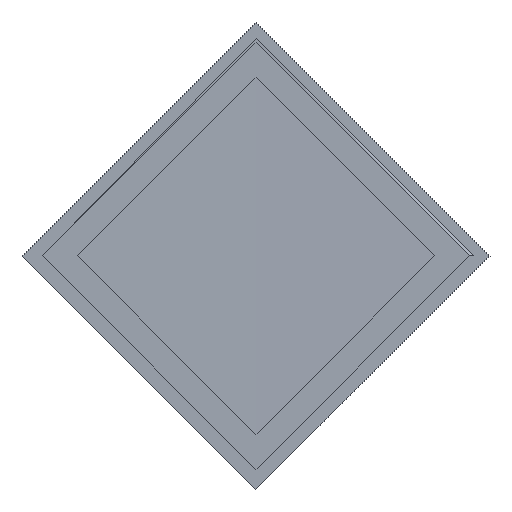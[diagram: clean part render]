
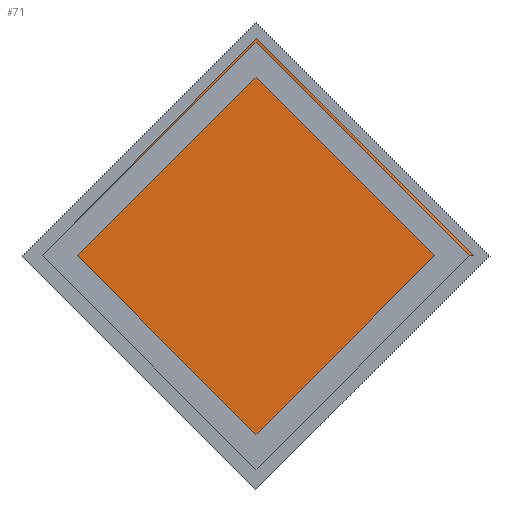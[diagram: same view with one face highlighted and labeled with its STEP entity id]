
A CAD part, top view. The second image highlights one B-rep face of the part: STEP entity #71.
In plain terms, the highlighted toroidal (fillet/blend) face has major radius 9.853 mm and minor radius 0.2 mm.
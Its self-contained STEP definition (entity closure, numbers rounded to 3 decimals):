
#71 = ADVANCED_FACE( '', ( #150, #151 ), #152, .T. );
#150 = FACE_OUTER_BOUND( '', #258, .T. );
#151 = FACE_OUTER_BOUND( '', #259, .T. );
#152 = TOROIDAL_SURFACE( '', #260, 9.853, 0.2 );
#258 = EDGE_LOOP( '', ( #353 ) );
#259 = EDGE_LOOP( '', ( #354 ) );
#260 = AXIS2_PLACEMENT_3D( '', #355, #356, #357 );
#353 = ORIENTED_EDGE( '', *, *, #378, .F. );
#354 = ORIENTED_EDGE( '', *, *, #390, .T. );
#355 = CARTESIAN_POINT( '', ( 0., 0., 12.4 ) );
#356 = DIRECTION( '', ( 0., 0., 1. ) );
#357 = DIRECTION( '', ( 1., 0., 0. ) );
#378 = EDGE_CURVE( '', #419, #419, #420, .T. );
#390 = EDGE_CURVE( '', #434, #434, #435, .T. );
#419 = VERTEX_POINT( '', #466 );
#420 = CIRCLE( '', #467, 9.853 );
#434 = VERTEX_POINT( '', #481 );
#435 = CIRCLE( '', #482, 10.05 );
#466 = CARTESIAN_POINT( '', ( 9.853, 0., 12.6 ) );
#467 = AXIS2_PLACEMENT_3D( '', #516, #517, #518 );
#481 = CARTESIAN_POINT( '', ( 10.05, 0., 12.433 ) );
#482 = AXIS2_PLACEMENT_3D( '', #528, #529, #530 );
#516 = CARTESIAN_POINT( '', ( 0., 0., 12.6 ) );
#517 = DIRECTION( '', ( 0., 0., 1. ) );
#518 = DIRECTION( '', ( 1., 0., 0. ) );
#528 = CARTESIAN_POINT( '', ( 0., 0., 12.433 ) );
#529 = DIRECTION( '', ( 0., 0., 1. ) );
#530 = DIRECTION( '', ( 1., 0., 0. ) );
